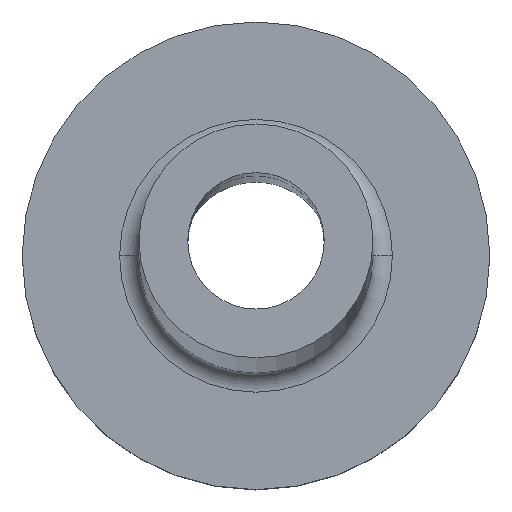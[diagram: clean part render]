
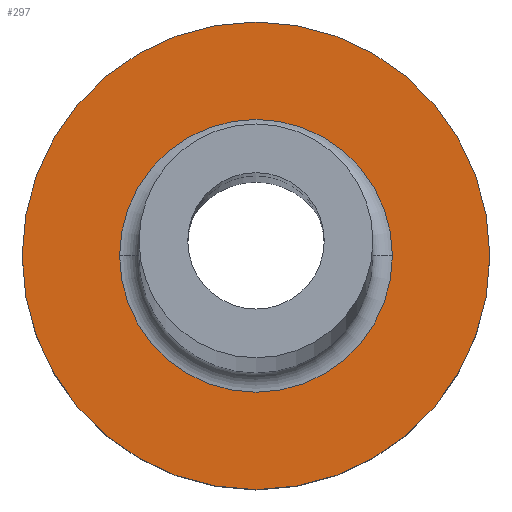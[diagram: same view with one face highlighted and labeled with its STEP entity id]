
A CAD part, top view. The second image highlights one B-rep face of the part: STEP entity #297.
In plain terms, the highlighted planar face has unit normal (0, 0, 1).
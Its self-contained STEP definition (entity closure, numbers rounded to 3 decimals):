
#6 = EDGE_CURVE ( 'NONE', #291, #380, #91, .T. ) ;
#7 = ORIENTED_EDGE ( 'NONE', *, *, #151, .T. ) ;
#41 = EDGE_LOOP ( 'NONE', ( #369, #282 ) ) ;
#82 = DIRECTION ( 'NONE',  ( 0., 0., -1. ) ) ;
#91 = CIRCLE ( 'NONE', #115, 3.5 ) ;
#92 = DIRECTION ( 'NONE',  ( 0., 0., 1. ) ) ;
#95 = EDGE_CURVE ( 'NONE', #141, #251, #209, .T. ) ;
#96 = CARTESIAN_POINT ( 'NONE',  ( 6., 0., 5. ) ) ;
#115 = AXIS2_PLACEMENT_3D ( 'NONE', #373, #302, #120 ) ;
#120 = DIRECTION ( 'NONE',  ( 1., 0., 0. ) ) ;
#130 = DIRECTION ( 'NONE',  ( 1., 0., 0. ) ) ;
#140 = AXIS2_PLACEMENT_3D ( 'NONE', #371, #82, #220 ) ;
#141 = VERTEX_POINT ( 'NONE', #96 ) ;
#144 = EDGE_LOOP ( 'NONE', ( #7, #416 ) ) ;
#149 = CARTESIAN_POINT ( 'NONE',  ( -6., 0., 5. ) ) ;
#151 = EDGE_CURVE ( 'NONE', #251, #141, #222, .T. ) ;
#162 = DIRECTION ( 'NONE',  ( 0., 0., 1. ) ) ;
#163 = CARTESIAN_POINT ( 'NONE',  ( -3.5, 0., 5. ) ) ;
#177 = DIRECTION ( 'NONE',  ( 0., 0., 1. ) ) ;
#180 = AXIS2_PLACEMENT_3D ( 'NONE', #254, #177, #257 ) ;
#198 = CARTESIAN_POINT ( 'NONE',  ( 0., 0., 5. ) ) ;
#209 = CIRCLE ( 'NONE', #372, 6. ) ;
#213 = FACE_BOUND ( 'NONE', #41, .T. ) ;
#220 = DIRECTION ( 'NONE',  ( 1., 0., 0. ) ) ;
#222 = CIRCLE ( 'NONE', #256, 6. ) ;
#251 = VERTEX_POINT ( 'NONE', #149 ) ;
#254 = CARTESIAN_POINT ( 'NONE',  ( 0., 0., 5. ) ) ;
#256 = AXIS2_PLACEMENT_3D ( 'NONE', #414, #92, #330 ) ;
#257 = DIRECTION ( 'NONE',  ( 1., 0., 0. ) ) ;
#277 = CIRCLE ( 'NONE', #140, 3.5 ) ;
#282 = ORIENTED_EDGE ( 'NONE', *, *, #425, .T. ) ;
#291 = VERTEX_POINT ( 'NONE', #299 ) ;
#296 = PLANE ( 'NONE',  #180 ) ;
#297 = ADVANCED_FACE ( 'NONE', ( #213, #438 ), #296, .T. ) ;
#299 = CARTESIAN_POINT ( 'NONE',  ( 3.5, 0., 5. ) ) ;
#302 = DIRECTION ( 'NONE',  ( 0., 0., -1. ) ) ;
#330 = DIRECTION ( 'NONE',  ( 1., 0., 0. ) ) ;
#369 = ORIENTED_EDGE ( 'NONE', *, *, #6, .T. ) ;
#371 = CARTESIAN_POINT ( 'NONE',  ( 0., 0., 5. ) ) ;
#372 = AXIS2_PLACEMENT_3D ( 'NONE', #198, #162, #130 ) ;
#373 = CARTESIAN_POINT ( 'NONE',  ( 0., 0., 5. ) ) ;
#380 = VERTEX_POINT ( 'NONE', #163 ) ;
#414 = CARTESIAN_POINT ( 'NONE',  ( 0., 0., 5. ) ) ;
#416 = ORIENTED_EDGE ( 'NONE', *, *, #95, .T. ) ;
#425 = EDGE_CURVE ( 'NONE', #380, #291, #277, .T. ) ;
#438 = FACE_OUTER_BOUND ( 'NONE', #144, .T. ) ;
